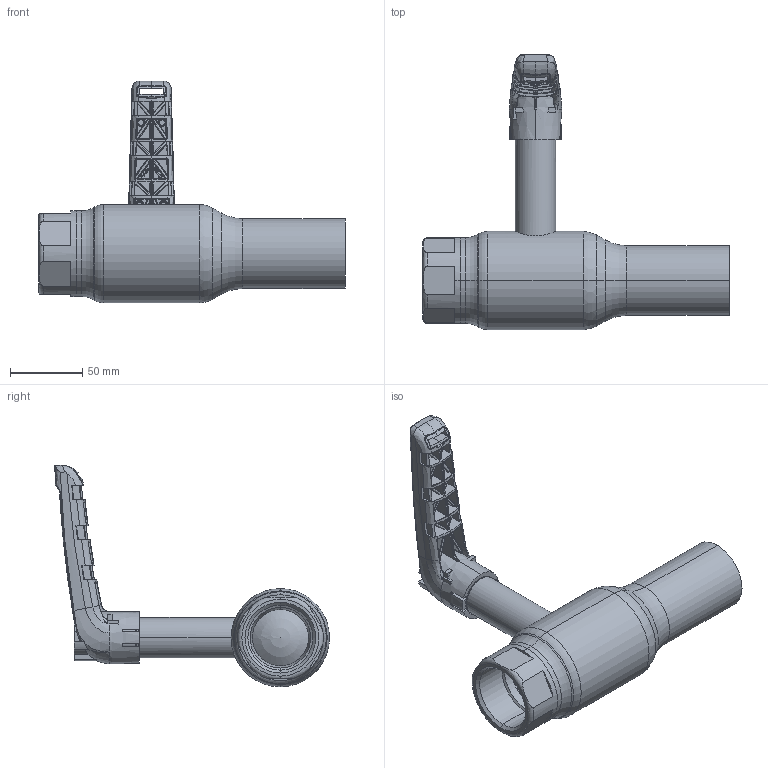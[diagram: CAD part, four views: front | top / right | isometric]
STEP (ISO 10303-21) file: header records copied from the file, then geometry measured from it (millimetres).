
FILE_DESCRIPTION (( 'STEP AP214' ), '1' );
FILE_NAME ('1040003601-2101.STEP', '2020-05-05T11:16:44', ( '' ), ( '' ), 'SwSTEP 2.0', 'SolidWorks 2019', '' );
FILE_SCHEMA (( 'AUTOMOTIVE_DESIGN' ));
Length unit declared in the file: millimetre
Products named in the file (21): 1040003601_001 Finished; 92A5066_98A1002; 9040090000_Uden snap; 9050191001; 1040003601-2_001 Finished; 9050170000; 9040140000; 9040000107_Closed; 9040013601_005 Endfinishing; 1040003601-2101; 9040500001_9040500001-Black; 9040520000_9040520000-Red; 9050180001; 9040130000_20) Pipe assembly; 9040000101_Inserted; 9040020000-1; 9040410000; 9040520001; 9050050001_Uden snap; 9040003609_006 Finished
Assembly tree (24 placements, depth 6):
  1040003601-2101
    1040003601-2_001 Finished
      1040003601_001 Finished
        9040003609_006 Finished
          9040013601_005 Endfinishing
          9040000107_Closed
            9040090000_Uden snap
            9050170000
            9050191001
            9050180001  x2
            92A5066_98A1002  x2
            9050050001_Uden snap
          9040020000-1
          9040000101_Inserted
            9040130000_20) Pipe assembly
            9040140000
          9040000101_Inserted
            9040130000_20) Pipe assembly
            9040140000
        9040410000
    9040500001_9040500001-Black
    9040520001
      9040520000_9040520000-Red
Bounding box: 212 x 190.31 x 153.35 mm (x, y, z)
Volume: 298513.9 mm3; surface area: 193685.1 mm2
Topology: 18 solids, 18 shells, 1855 faces, 4600 edges, 2769 vertices
Faces by surface type: bspline 936, plane 372, cylinder 252, cone 128, torus 100, sphere 67
Entity records: 90727 total; most frequent: CARTESIAN_POINT 54867, ORIENTED_EDGE 8808, DIRECTION 4799, EDGE_CURVE 4404, VERTEX_POINT 2661, B_SPLINE_CURVE_WITH_KNOTS 2376, AXIS2_PLACEMENT_3D 1935, EDGE_LOOP 1845
